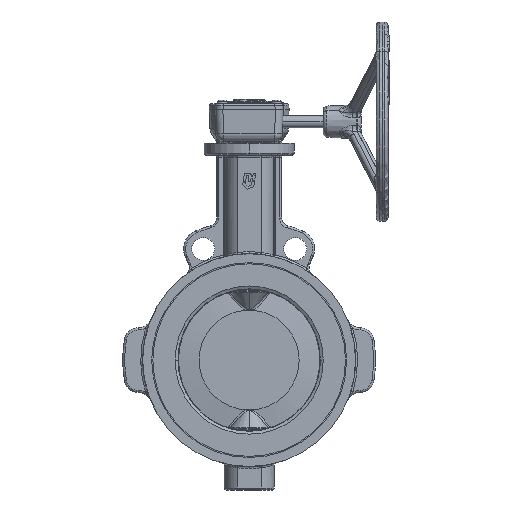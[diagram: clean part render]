
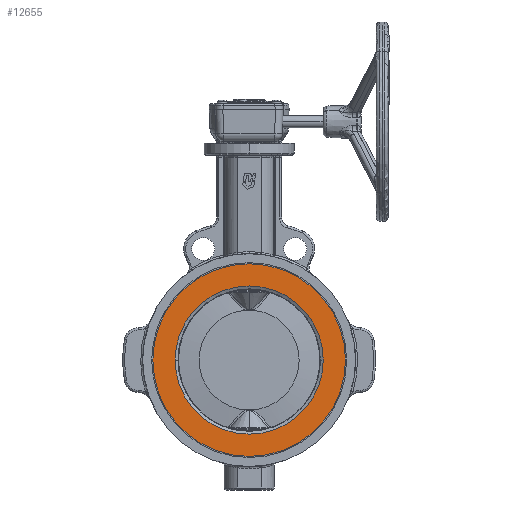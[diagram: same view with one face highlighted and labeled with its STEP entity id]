
A CAD part, left-side view. The second image highlights one B-rep face of the part: STEP entity #12655.
In plain terms, the highlighted planar face has unit normal (-1, 0, 0).
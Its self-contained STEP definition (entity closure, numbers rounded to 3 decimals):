
#7788=CARTESIAN_POINT('',(-28.1,-96.4,0.));
#7789=VERTEX_POINT('',#7788);
#7790=CARTESIAN_POINT('',(-28.1,96.4,-0.));
#7791=VERTEX_POINT('',#7790);
#7792=CARTESIAN_POINT('',(-28.1,0.,0.));
#7793=DIRECTION('',(1.,-0.,0.));
#7794=DIRECTION('',(-0.,-1.,0.));
#7795=AXIS2_PLACEMENT_3D('',#7792,#7793,#7794);
#7796=CIRCLE('',#7795,96.4);
#7797=EDGE_CURVE('NONE',#7789,#7791,#7796,.T.);
#8409=CARTESIAN_POINT('',(-28.1,74.135,-0.));
#8410=VERTEX_POINT('',#8409);
#8417=CARTESIAN_POINT('',(-28.1,-74.135,-0.));
#8418=VERTEX_POINT('',#8417);
#8419=CARTESIAN_POINT('',(-28.1,-0.,0.));
#8420=DIRECTION('',(1.,-0.,-0.));
#8421=DIRECTION('',(-0.,-1.,0.));
#8422=AXIS2_PLACEMENT_3D('',#8419,#8420,#8421);
#8423=CIRCLE('',#8422,74.135);
#8424=EDGE_CURVE('NONE',#8418,#8410,#8423,.T.);
#12260=CARTESIAN_POINT('',(-28.1,-0.,0.));
#12261=DIRECTION('',(1.,-0.,-0.));
#12262=DIRECTION('',(-0.,-1.,0.));
#12263=AXIS2_PLACEMENT_3D('',#12260,#12261,#12262);
#12264=CIRCLE('',#12263,74.135);
#12265=EDGE_CURVE('NONE',#8410,#8418,#12264,.T.);
#12598=CARTESIAN_POINT('',(-28.1,0.,0.));
#12599=DIRECTION('',(1.,-0.,0.));
#12600=DIRECTION('',(-0.,-1.,0.));
#12601=AXIS2_PLACEMENT_3D('',#12598,#12599,#12600);
#12602=CIRCLE('',#12601,96.4);
#12603=EDGE_CURVE('NONE',#7791,#7789,#12602,.T.);
#12642=CARTESIAN_POINT('',(-28.1,-85.267,0.));
#12643=DIRECTION('',(-1.,0.,0.));
#12644=DIRECTION('',(0.,0.,-1.));
#12645=AXIS2_PLACEMENT_3D('',#12642,#12643,#12644);
#12646=PLANE('',#12645);
#12647=ORIENTED_EDGE('',*,*,#7797,.F.);
#12648=ORIENTED_EDGE('',*,*,#12603,.F.);
#12649=EDGE_LOOP('',(#12647,#12648));
#12650=FACE_BOUND('',#12649,.T.);
#12651=ORIENTED_EDGE('',*,*,#8424,.T.);
#12652=ORIENTED_EDGE('',*,*,#12265,.T.);
#12653=EDGE_LOOP('',(#12651,#12652));
#12654=FACE_BOUND('',#12653,.T.);
#12655=ADVANCED_FACE('NONE',(#12650,#12654),#12646,.T.);
